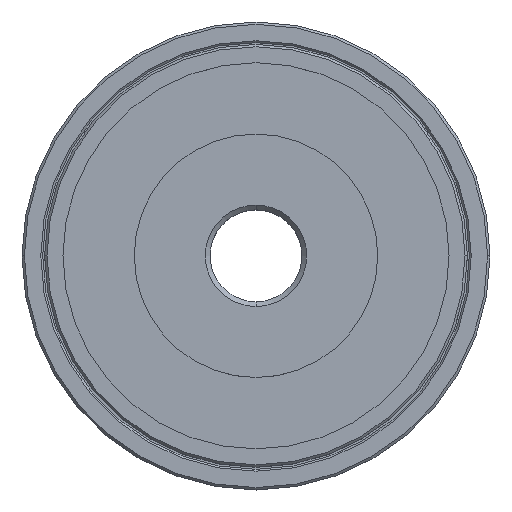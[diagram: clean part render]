
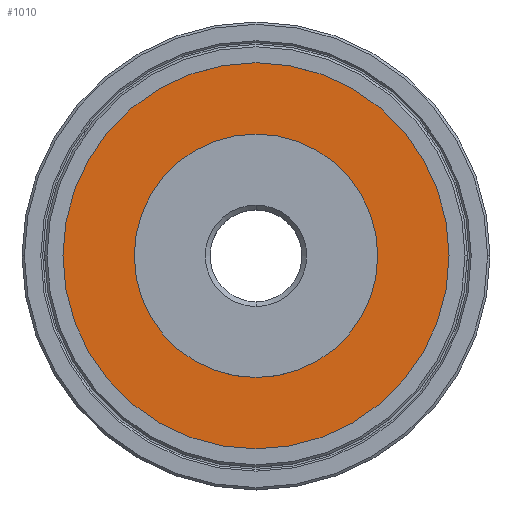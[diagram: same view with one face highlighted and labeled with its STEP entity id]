
A CAD part, top view. The second image highlights one B-rep face of the part: STEP entity #1010.
In plain terms, the highlighted planar face has unit normal (0, 0, 1).
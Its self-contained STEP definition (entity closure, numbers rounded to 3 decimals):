
#7 = AXIS2_PLACEMENT_3D ( 'NONE', #1072, #726, #740 ) ;
#25 = DIRECTION ( 'NONE',  ( 0., 0., -1. ) ) ;
#63 = CARTESIAN_POINT ( 'NONE',  ( 0., 0., 3.371 ) ) ;
#66 = DIRECTION ( 'NONE',  ( 0., 0., -1. ) ) ;
#86 = AXIS2_PLACEMENT_3D ( 'NONE', #720, #25, #287 ) ;
#88 = ORIENTED_EDGE ( 'NONE', *, *, #871, .F. ) ;
#126 = VERTEX_POINT ( 'NONE', #841 ) ;
#157 = CIRCLE ( 'NONE', #260, 10.15 ) ;
#164 = ORIENTED_EDGE ( 'NONE', *, *, #317, .T. ) ;
#181 = ORIENTED_EDGE ( 'NONE', *, *, #1034, .T. ) ;
#246 = CIRCLE ( 'NONE', #388, 6.398 ) ;
#260 = AXIS2_PLACEMENT_3D ( 'NONE', #654, #399, #316 ) ;
#282 = CARTESIAN_POINT ( 'NONE',  ( -10.15, 0., 3.371 ) ) ;
#287 = DIRECTION ( 'NONE',  ( -1., 0., 0. ) ) ;
#316 = DIRECTION ( 'NONE',  ( -1., 0., 0. ) ) ;
#317 = EDGE_CURVE ( 'NONE', #126, #823, #246, .T. ) ;
#332 = PLANE ( 'NONE',  #1046 ) ;
#388 = AXIS2_PLACEMENT_3D ( 'NONE', #748, #66, #405 ) ;
#390 = CIRCLE ( 'NONE', #86, 10.15 ) ;
#399 = DIRECTION ( 'NONE',  ( 0., 0., -1. ) ) ;
#405 = DIRECTION ( 'NONE',  ( -1., 0., 0. ) ) ;
#517 = CIRCLE ( 'NONE', #7, 6.398 ) ;
#615 = ORIENTED_EDGE ( 'NONE', *, *, #661, .F. ) ;
#654 = CARTESIAN_POINT ( 'NONE',  ( 0., 0., 3.371 ) ) ;
#661 = EDGE_CURVE ( 'NONE', #859, #852, #157, .T. ) ;
#720 = CARTESIAN_POINT ( 'NONE',  ( 0., 0., 3.371 ) ) ;
#726 = DIRECTION ( 'NONE',  ( 0., 0., -1. ) ) ;
#740 = DIRECTION ( 'NONE',  ( -1., 0., 0. ) ) ;
#746 = FACE_OUTER_BOUND ( 'NONE', #905, .T. ) ;
#748 = CARTESIAN_POINT ( 'NONE',  ( 0., 0., 3.371 ) ) ;
#823 = VERTEX_POINT ( 'NONE', #891 ) ;
#841 = CARTESIAN_POINT ( 'NONE',  ( 0., 6.398, 3.371 ) ) ;
#852 = VERTEX_POINT ( 'NONE', #881 ) ;
#859 = VERTEX_POINT ( 'NONE', #282 ) ;
#871 = EDGE_CURVE ( 'NONE', #852, #859, #390, .T. ) ;
#880 = EDGE_LOOP ( 'NONE', ( #181, #164 ) ) ;
#881 = CARTESIAN_POINT ( 'NONE',  ( 10.15, 0., 3.371 ) ) ;
#891 = CARTESIAN_POINT ( 'NONE',  ( 0., -6.398, 3.371 ) ) ;
#905 = EDGE_LOOP ( 'NONE', ( #615, #88 ) ) ;
#909 = DIRECTION ( 'NONE',  ( -1., 0., 0. ) ) ;
#1007 = DIRECTION ( 'NONE',  ( 0., 0., -1. ) ) ;
#1010 = ADVANCED_FACE ( 'NONE', ( #746, #1075 ), #332, .F. ) ;
#1034 = EDGE_CURVE ( 'NONE', #823, #126, #517, .T. ) ;
#1046 = AXIS2_PLACEMENT_3D ( 'NONE', #63, #1007, #909 ) ;
#1072 = CARTESIAN_POINT ( 'NONE',  ( 0., 0., 3.371 ) ) ;
#1075 = FACE_BOUND ( 'NONE', #880, .T. ) ;
